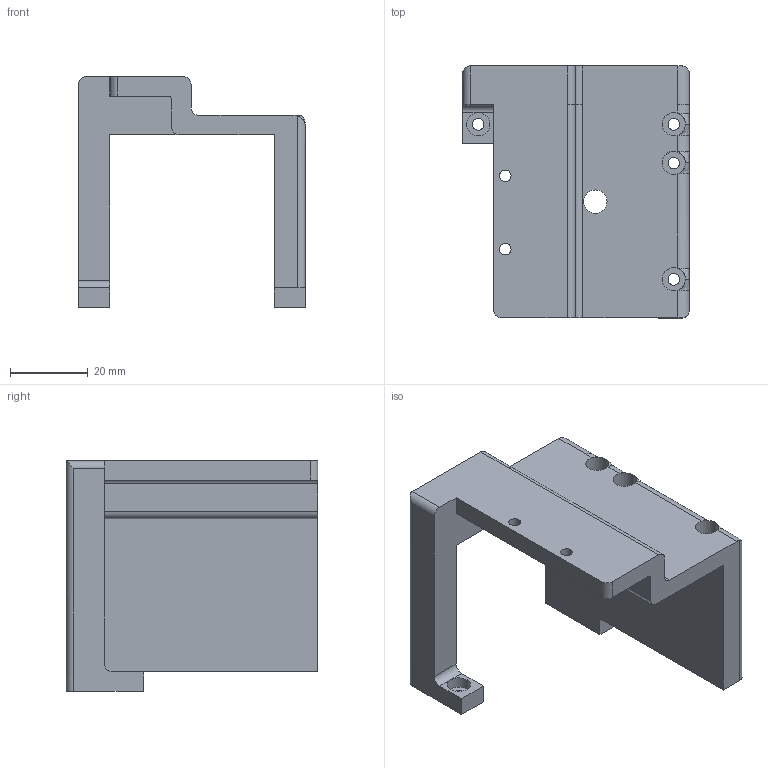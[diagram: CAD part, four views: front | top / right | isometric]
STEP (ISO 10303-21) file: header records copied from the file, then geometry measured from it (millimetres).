
FILE_DESCRIPTION(('FreeCAD Model'),'2;1');
FILE_NAME('Table Holder Base Endstop X.step','2015-07-13T16:20:07',('Author'),(''), 'Open CASCADE STEP processor 6.8','FreeCAD','Unknown');
FILE_SCHEMA(('AUTOMOTIVE_DESIGN_CC2 { 1 2 10303 214 -1 1 5 4 }'));
Length unit declared in the file: millimetre
Products named in the file (1): Holder_With_Top_Hole
Bounding box: 58.5 x 65 x 59.5 mm (x, y, z)
Volume: 43678.1 mm3; surface area: 19876.7 mm2
Topology: 1 solids, 1 shells, 58 faces, 163 edges, 107 vertices
Faces by surface type: cylinder 28, plane 24, bspline 6
Full cylindrical faces by diameter (mm): 3 x6, 6 x5
Entity records: 5163 total; most frequent: CARTESIAN_POINT 2014, DIRECTION 561, LINE 334, VECTOR 334, ORIENTED_EDGE 322, PCURVE 322, DEFINITIONAL_REPRESENTATION 322, EDGE_CURVE 161
